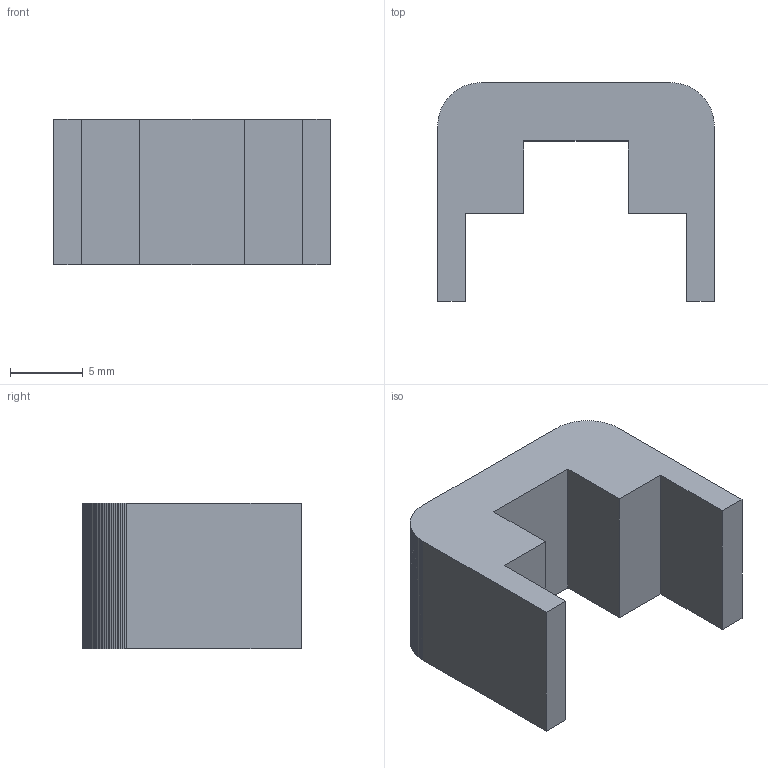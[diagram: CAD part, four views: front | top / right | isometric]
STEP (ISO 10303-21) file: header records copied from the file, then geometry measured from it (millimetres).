
FILE_DESCRIPTION(('FreeCAD Model'),'2;1');
FILE_NAME('./VORON-0/STLs/VORON0.0/MGN7_Rail_Guide_x2.step', '2020-04-30T22:40:52',('FreeCAD'),('FreeCAD'), 'Open CASCADE STEP processor 7.3','FreeCAD','Unknown');
FILE_SCHEMA(('AUTOMOTIVE_DESIGN { 1 0 10303 214 1 1 1 1 }'));
Length unit declared in the file: millimetre
Products named in the file (1): Open CASCADE STEP translator 7.3 1
Bounding box: 19 x 15 x 10 mm (x, y, z)
Surface area: 1182.1 mm2 (no closed solid volume)
Topology: 0 solids, 1 shells, 86 faces, 252 edges, 168 vertices
Faces by surface type: plane 86
Entity records: 2806 total; most frequent: CARTESIAN_POINT 507, ORIENTED_EDGE 504, DIRECTION 426, EDGE_CURVE 252, LINE 252, VECTOR 252, VERTEX_POINT 168, AXIS2_PLACEMENT_3D 87
